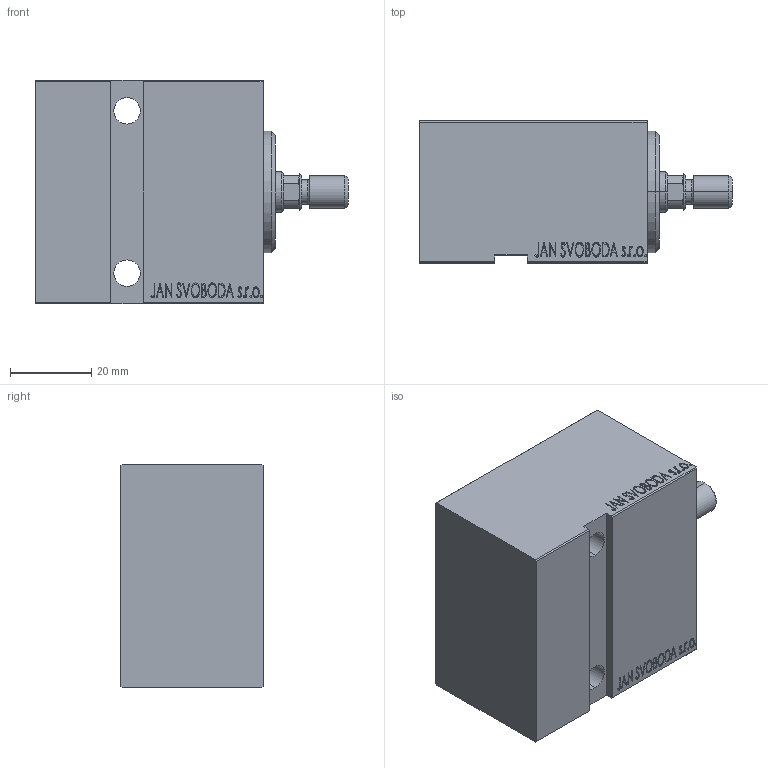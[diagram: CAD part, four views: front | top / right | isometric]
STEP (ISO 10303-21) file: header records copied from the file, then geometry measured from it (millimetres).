
FILE_DESCRIPTION (( 'STEP AP203' ), '1' );
FILE_NAME ('b9f2.STEP', '2024-02-12T04:54:58', ( '' ), ( '' ), 'SwSTEP 2.0', 'SolidWorks 2019', '' );
FILE_SCHEMA (( 'CONFIG_CONTROL_DESIGN' ));
Length unit declared in the file: millimetre
Products named in the file (5): V450CM_VC_B 633e37d06215f223a616d2228bccbdf0; V450CM_E_VCP 633e37d06215f223a616d2228bccbdf0; b9f2; V450CM_MALE_METRIC 633e37d06215f223a616d2228bccbdf0; V450CM_E_Body 633e37d06215f223a616d2228bccbdf0
Assembly tree (4 placements, depth 2):
  b9f2
    V450CM_E_Body 633e37d06215f223a616d2228bccbdf0
    V450CM_E_VCP 633e37d06215f223a616d2228bccbdf0
    V450CM_VC_B 633e37d06215f223a616d2228bccbdf0
    V450CM_MALE_METRIC 633e37d06215f223a616d2228bccbdf0
Bounding box: 77 x 35 x 55 mm (x, y, z)
Volume: 102904.6 mm3; surface area: 26082.1 mm2
Topology: 4 solids, 4 shells, 863 faces, 2212 edges, 1465 vertices
Faces by surface type: plane 413, bspline 380, cylinder 50, cone 18, torus 2
Entity records: 43465 total; most frequent: CARTESIAN_POINT 24485, ORIENTED_EDGE 4420, DIRECTION 2540, EDGE_CURVE 2210, VERTEX_POINT 1465, VECTOR 1316, LINE 1316, EDGE_LOOP 983
